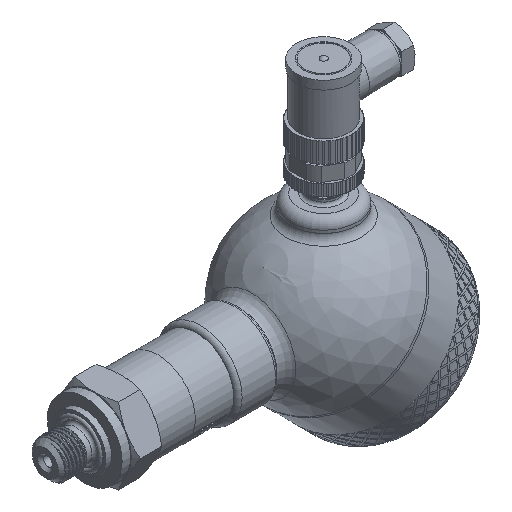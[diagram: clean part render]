
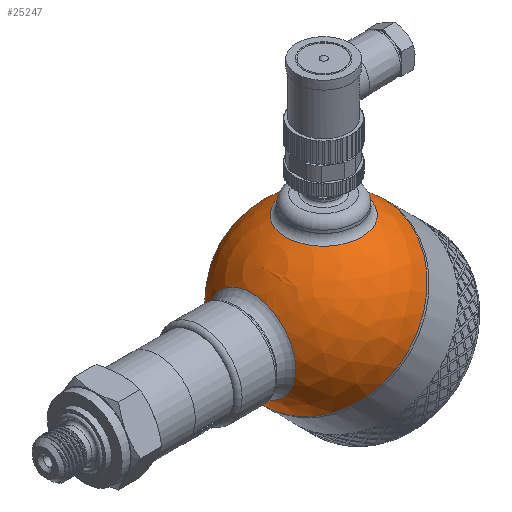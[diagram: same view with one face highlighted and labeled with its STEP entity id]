
A CAD part, isometric view. The second image highlights one B-rep face of the part: STEP entity #25247.
In plain terms, the highlighted spherical face has radius 30 mm.
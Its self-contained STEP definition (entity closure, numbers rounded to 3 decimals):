
#36=SPHERICAL_SURFACE('',#26782,30.);
#120=FACE_BOUND('',#3437,.T.);
#121=FACE_BOUND('',#3438,.T.);
#1791=FACE_OUTER_BOUND('',#3436,.T.);
#3436=EDGE_LOOP('',(#18204,#18205,#18206,#18207));
#3437=EDGE_LOOP('',(#18208));
#3438=EDGE_LOOP('',(#18209));
#4941=CIRCLE('',#26705,30.);
#4942=CIRCLE('',#26706,30.);
#4969=CIRCLE('',#26778,13.5);
#4972=CIRCLE('',#26783,30.);
#4973=CIRCLE('',#26784,15.643);
#9655=VERTEX_POINT('',#35642);
#9656=VERTEX_POINT('',#35644);
#10183=VERTEX_POINT('',#42408);
#10185=VERTEX_POINT('',#42415);
#10186=VERTEX_POINT('',#42417);
#12385=EDGE_CURVE('',#9655,#9656,#4941,.T.);
#12386=EDGE_CURVE('',#9656,#9655,#4942,.T.);
#13179=EDGE_CURVE('',#10183,#10183,#4969,.T.);
#13182=EDGE_CURVE('',#9656,#10185,#4972,.T.);
#13183=EDGE_CURVE('',#10186,#10186,#4973,.T.);
#18204=ORIENTED_EDGE('',*,*,#12386,.F.);
#18205=ORIENTED_EDGE('',*,*,#13182,.T.);
#18206=ORIENTED_EDGE('',*,*,#13182,.F.);
#18207=ORIENTED_EDGE('',*,*,#12385,.F.);
#18208=ORIENTED_EDGE('',*,*,#13183,.F.);
#18209=ORIENTED_EDGE('',*,*,#13179,.F.);
#25247=ADVANCED_FACE('',(#1791,#120,#121),#36,.T.);
#26705=AXIS2_PLACEMENT_3D('',#35645,#28393,#28394);
#26706=AXIS2_PLACEMENT_3D('',#35646,#28395,#28396);
#26778=AXIS2_PLACEMENT_3D('',#42409,#28817,#28818);
#26782=AXIS2_PLACEMENT_3D('',#42414,#28825,#28826);
#26783=AXIS2_PLACEMENT_3D('',#42416,#28827,#28828);
#26784=AXIS2_PLACEMENT_3D('',#42418,#28829,#28830);
#28393=DIRECTION('center_axis',(1.,0.,0.));
#28394=DIRECTION('ref_axis',(0.,1.,0.));
#28395=DIRECTION('center_axis',(1.,0.,0.));
#28396=DIRECTION('ref_axis',(0.,1.,0.));
#28817=DIRECTION('center_axis',(-0.707,0.,-0.707));
#28818=DIRECTION('ref_axis',(-0.707,0.,0.707));
#28825=DIRECTION('center_axis',(1.,0.,0.));
#28826=DIRECTION('ref_axis',(0.,-1.,0.));
#28827=DIRECTION('center_axis',(0.,0.,1.));
#28828=DIRECTION('ref_axis',(0.,1.,0.));
#28829=DIRECTION('center_axis',(-0.707,0.,0.707));
#28830=DIRECTION('ref_axis',(0.707,0.,0.707));
#35642=CARTESIAN_POINT('',(0.,-30.,0.));
#35644=CARTESIAN_POINT('',(0.,30.,0.));
#35645=CARTESIAN_POINT('Origin',(0.,0.,0.));
#35646=CARTESIAN_POINT('Origin',(0.,0.,0.));
#42408=CARTESIAN_POINT('',(-9.398,0.,-28.49));
#42409=CARTESIAN_POINT('Origin',(-18.944,0.,-18.944));
#42414=CARTESIAN_POINT('Origin',(0.,0.,0.));
#42415=CARTESIAN_POINT('',(-30.,0.,0.));
#42416=CARTESIAN_POINT('Origin',(0.,0.,0.));
#42417=CARTESIAN_POINT('',(-29.162,0.,7.04));
#42418=CARTESIAN_POINT('Origin',(-18.101,0.,18.101));
